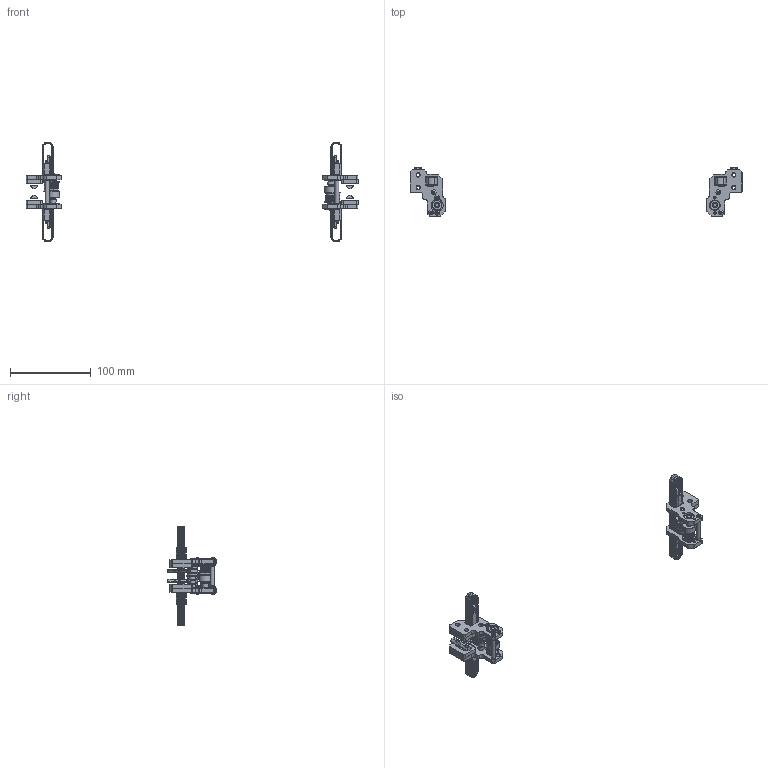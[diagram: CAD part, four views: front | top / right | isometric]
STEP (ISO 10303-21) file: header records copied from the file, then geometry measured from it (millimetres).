
FILE_DESCRIPTION(/* description */ ('','CAx-IF Rec.Pracs.---Representation and Presentation of Product Manufacturing Information (PMI)---4.0---2014-10-13'),/* implementation_level */ '2;1');
FILE_NAME(/* name */ '_7_Sheet_metal_V2_9mm_front_motorless_mounts_FT.step',/* time_stamp */ '2025-01-28T16:50:47+01:00',/* author */ (''),/* organization */ (''),/* preprocessor_version */ 'ST-DEVELOPER v20',/* originating_system */ 'Autodesk Translation Framework v13.20.0.188',/* authorisation */ '');
FILE_SCHEMA (('AP242_MANAGED_MODEL_BASED_3D_ENGINEERING_MIM_LF { 1 0 10303 442 1 1 4 }'));
Length unit declared in the file: millimetre
Products named in the file (26): _7_Sheet_metal_V2_9mm_front_motorless_mounts_FT; _Sheet_metal_V2_9mm_front_motorless_mount; _Sheet_metal_9mm_front_motorless_mount_motion; _Sheet_metal_V2_9mm_front_motorless_mount_hardware; _Hybrid_SLM_V2_9mm_Z_belt_retainer; _Sheet_metal_V2_9mm_front_motorless_mount_1; Sheet_metal_V2_front_motorless_mount_a_4.7-5mm; _Sheet_metal_9mm_front_motorless_mount_motion_1; 695 bearing; Di=5mm L0=5mm compression spring; D5x40 smooth pin; F695 flanged bearing; Shim 0.5mm; Shim 1mm; M5xD8x5 spacer; GT2 20T 9mm pulley; _Sheet_metal_V2_9mm_front_motorless_mount_hardware_1; M3x6 BHCS; M3xD5x30 threaded round standoff; M3x8 BHCS; M5 2020 drop-in T-nut; Sheet_metal_9mm_spacer_a_2x2.5_or_5mm; _Hybrid_SLM_V2_9mm_Z_belt_retainer_1; Hybrid_SLM_V2_Z_belt_clip_a; Hybrid_SLM_V2_Z_belt_clip_b; _Hybrid_SLM_V2_9mm_Z_belt
Assembly tree (94 placements, depth 4):
  _7_Sheet_metal_V2_9mm_front_motorless_mounts_FT
    _Sheet_metal_V2_9mm_front_motorless_mount
      Sheet_metal_V2_front_motorless_mount_a_4.7-5mm  x2
      Sheet_metal_9mm_spacer_a_2x2.5_or_5mm  x2
      _Sheet_metal_9mm_front_motorless_mount_motion
        Shim 1mm  x5
        695 bearing
        M5xD8x5 spacer  x4
        F695 flanged bearing  x4
        Di=5mm L0=5mm compression spring
        D5x40 smooth pin
        Shim 0.5mm  x3
        M3xD5x30 threaded round standoff
        GT2 20T 9mm pulley
      _Sheet_metal_V2_9mm_front_motorless_mount_hardware
        M3x6 BHCS  x4
        M3x8 BHCS  x4
        M3xD5x30 threaded round standoff
        M5 2020 drop-in T-nut  x4
      _Hybrid_SLM_V2_9mm_Z_belt_retainer
        Hybrid_SLM_V2_Z_belt_clip_a  x2
        Hybrid_SLM_V2_Z_belt_clip_b  x2
        _Hybrid_SLM_V2_9mm_Z_belt
    _Sheet_metal_V2_9mm_front_motorless_mount_1
      Sheet_metal_V2_front_motorless_mount_a_4.7-5mm  x2
      Sheet_metal_9mm_spacer_a_2x2.5_or_5mm  x2
      _Sheet_metal_9mm_front_motorless_mount_motion_1
        Shim 1mm  x5
        695 bearing
        M5xD8x5 spacer  x4
        F695 flanged bearing  x4
        Di=5mm L0=5mm compression spring
        D5x40 smooth pin
        Shim 0.5mm  x3
        M3xD5x30 threaded round standoff
        GT2 20T 9mm pulley
      _Sheet_metal_V2_9mm_front_motorless_mount_hardware_1
        M3x6 BHCS  x4
        M3x8 BHCS  x4
        M3xD5x30 threaded round standoff
        M5 2020 drop-in T-nut  x4
      _Hybrid_SLM_V2_9mm_Z_belt_retainer_1
        Hybrid_SLM_V2_Z_belt_clip_a  x2
        Hybrid_SLM_V2_Z_belt_clip_b  x2
        _Hybrid_SLM_V2_9mm_Z_belt
Bounding box: 410 x 59.55 x 123.06 mm (x, y, z)
Volume: 64892.4 mm3; surface area: 69607.5 mm2
Topology: 90 solids, 90 shells, 3272 faces, 8498 edges, 5494 vertices
Faces by surface type: plane 2122, cylinder 728, cone 376, bspline 22, sphere 16, torus 8
Full cylindrical faces by diameter (mm): 2.5 x8, 2.529 x4, 3 x24, 3.1 x8, 4 x4, 4.2 x8, 5 x42, 5.7 x16, 6.5 x20, 8 x24, 11.5 x20, 13 x10, 13.03 x4, 15 x8, 16 x4
Entity records: 38131 total; most frequent: CARTESIAN_POINT 8550, ORIENTED_EDGE 6036, DIRECTION 5922, EDGE_CURVE 3018, LINE 2440, VECTOR 2440, VERTEX_POINT 1979, AXIS2_PLACEMENT_3D 1741
